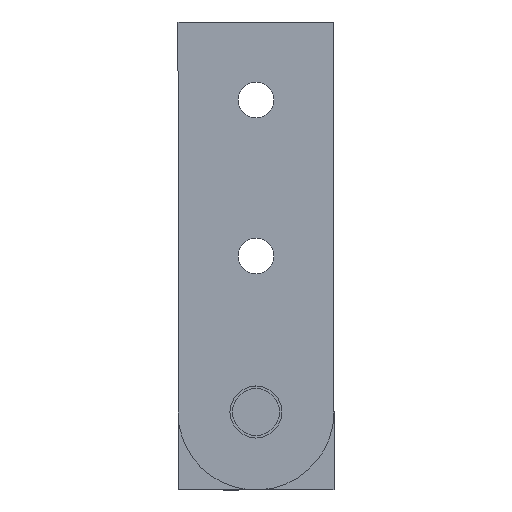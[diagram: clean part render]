
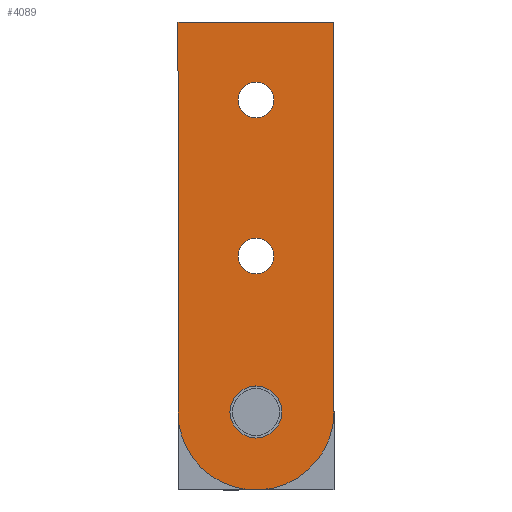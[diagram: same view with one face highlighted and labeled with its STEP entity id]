
A CAD part, left-side view. The second image highlights one B-rep face of the part: STEP entity #4089.
In plain terms, the highlighted planar face has unit normal (-1, 0, 0).
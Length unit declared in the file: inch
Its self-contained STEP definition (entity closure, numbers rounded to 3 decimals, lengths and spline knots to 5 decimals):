
#3715=CARTESIAN_POINT('',(-0.998,0.53033,0.21967));
#3716=VERTEX_POINT('',#3715);
#3732=CARTESIAN_POINT('',(-0.998,-0.75,0.75));
#3733=VERTEX_POINT('',#3732);
#3740=CARTESIAN_POINT('',(-0.998,0.,0.75));
#3741=DIRECTION('',(1.0,0.,0.));
#3742=DIRECTION('',(0.,0.707,-0.707));
#3743=AXIS2_PLACEMENT_3D('',#3740,#3741,#3742);
#3744=CIRCLE('',#3743,0.75);
#3745=EDGE_CURVE('',#3733,#3716,#3744,.T.);
#3755=CARTESIAN_POINT('',(-0.998,-0.25,0.75));
#3756=VERTEX_POINT('',#3755);
#3765=CARTESIAN_POINT('',(-0.998,0.25,0.75));
#3766=VERTEX_POINT('',#3765);
#3767=CARTESIAN_POINT('',(-0.998,0.,0.75));
#3768=DIRECTION('',(1.0,0.0,0.0));
#3769=DIRECTION('',(0.0,-1.0,0.0));
#3770=AXIS2_PLACEMENT_3D('',#3767,#3768,#3769);
#3771=CIRCLE('',#3770,0.25);
#3772=EDGE_CURVE('',#3766,#3756,#3771,.T.);
#3797=CARTESIAN_POINT('',(-0.998,-0.171,3.75));
#3798=VERTEX_POINT('',#3797);
#3807=CARTESIAN_POINT('',(-0.998,0.171,3.75));
#3808=VERTEX_POINT('',#3807);
#3809=CARTESIAN_POINT('',(-0.998,0.,3.75));
#3810=DIRECTION('',(1.0,0.0,0.0));
#3811=DIRECTION('',(0.0,-1.0,0.0));
#3812=AXIS2_PLACEMENT_3D('',#3809,#3810,#3811);
#3813=CIRCLE('',#3812,0.171);
#3814=EDGE_CURVE('',#3808,#3798,#3813,.T.);
#3839=CARTESIAN_POINT('',(-0.998,-0.171,2.25));
#3840=VERTEX_POINT('',#3839);
#3849=CARTESIAN_POINT('',(-0.998,0.171,2.25));
#3850=VERTEX_POINT('',#3849);
#3851=CARTESIAN_POINT('',(-0.998,0.,2.25));
#3852=DIRECTION('',(1.0,0.0,0.0));
#3853=DIRECTION('',(0.0,-1.0,0.0));
#3854=AXIS2_PLACEMENT_3D('',#3851,#3852,#3853);
#3855=CIRCLE('',#3854,0.171);
#3856=EDGE_CURVE('',#3850,#3840,#3855,.T.);
#3890=CARTESIAN_POINT('',(-0.998,0.,2.25));
#3891=DIRECTION('',(1.0,0.0,0.0));
#3892=DIRECTION('',(0.0,-1.0,0.0));
#3893=AXIS2_PLACEMENT_3D('',#3890,#3891,#3892);
#3894=CIRCLE('',#3893,0.171);
#3895=EDGE_CURVE('',#3840,#3850,#3894,.T.);
#3914=CARTESIAN_POINT('',(-0.998,0.,3.75));
#3915=DIRECTION('',(1.0,0.0,0.0));
#3916=DIRECTION('',(0.0,-1.0,0.0));
#3917=AXIS2_PLACEMENT_3D('',#3914,#3915,#3916);
#3918=CIRCLE('',#3917,0.171);
#3919=EDGE_CURVE('',#3798,#3808,#3918,.T.);
#3938=CARTESIAN_POINT('',(-0.998,0.,0.75));
#3939=DIRECTION('',(1.0,0.0,0.0));
#3940=DIRECTION('',(0.0,-1.0,0.0));
#3941=AXIS2_PLACEMENT_3D('',#3938,#3939,#3940);
#3942=CIRCLE('',#3941,0.25);
#3943=EDGE_CURVE('',#3756,#3766,#3942,.T.);
#3953=CARTESIAN_POINT('',(-0.998,-0.75,4.5));
#3954=VERTEX_POINT('',#3953);
#3955=CARTESIAN_POINT('',(-0.998,-0.75,4.5));
#3956=DIRECTION('',(0.0,0.0,-1.0));
#3957=VECTOR('',#3956,3.75);
#3958=LINE('',#3955,#3957);
#3959=EDGE_CURVE('',#3954,#3733,#3958,.T.);
#3985=CARTESIAN_POINT('',(-0.998,0.75,0.75));
#3986=VERTEX_POINT('',#3985);
#3987=CARTESIAN_POINT('',(-0.998,0.,0.75));
#3988=DIRECTION('',(1.0,0.,0.));
#3989=DIRECTION('',(0.,0.707,-0.707));
#3990=AXIS2_PLACEMENT_3D('',#3987,#3988,#3989);
#3991=CIRCLE('',#3990,0.75);
#3992=EDGE_CURVE('',#3716,#3986,#3991,.T.);
#4017=CARTESIAN_POINT('',(-0.998,0.75,4.5));
#4018=VERTEX_POINT('',#4017);
#4019=CARTESIAN_POINT('',(-0.998,0.75,0.75));
#4020=DIRECTION('',(0.0,0.0,1.0));
#4021=VECTOR('',#4020,3.75);
#4022=LINE('',#4019,#4021);
#4023=EDGE_CURVE('',#3986,#4018,#4022,.T.);
#4048=CARTESIAN_POINT('',(-0.998,0.75,4.5));
#4049=DIRECTION('',(0.0,-1.0,0.0));
#4050=VECTOR('',#4049,1.5);
#4051=LINE('',#4048,#4050);
#4052=EDGE_CURVE('',#4018,#3954,#4051,.T.);
#4065=CARTESIAN_POINT('',(-0.998,-0.75,4.5));
#4066=DIRECTION('',(-1.0,0.0,0.0));
#4067=DIRECTION('',(0.0,1.0,0.0));
#4068=AXIS2_PLACEMENT_3D('',#4065,#4066,#4067);
#4069=PLANE('',#4068);
#4070=ORIENTED_EDGE('',*,*,#3959,.F.);
#4071=ORIENTED_EDGE('',*,*,#4052,.F.);
#4072=ORIENTED_EDGE('',*,*,#4023,.F.);
#4073=ORIENTED_EDGE('',*,*,#3992,.F.);
#4074=ORIENTED_EDGE('',*,*,#3745,.F.);
#4075=EDGE_LOOP('',(#4070,#4071,#4072,#4073,#4074));
#4076=FACE_OUTER_BOUND('',#4075,.T.);
#4077=ORIENTED_EDGE('',*,*,#3895,.T.);
#4078=ORIENTED_EDGE('',*,*,#3856,.T.);
#4079=EDGE_LOOP('',(#4077,#4078));
#4080=FACE_BOUND('',#4079,.T.);
#4081=ORIENTED_EDGE('',*,*,#3919,.T.);
#4082=ORIENTED_EDGE('',*,*,#3814,.T.);
#4083=EDGE_LOOP('',(#4081,#4082));
#4084=FACE_BOUND('',#4083,.T.);
#4085=ORIENTED_EDGE('',*,*,#3943,.T.);
#4086=ORIENTED_EDGE('',*,*,#3772,.T.);
#4087=EDGE_LOOP('',(#4085,#4086));
#4088=FACE_BOUND('',#4087,.T.);
#4089=ADVANCED_FACE('',(#4076,#4080,#4084,#4088),#4069,.T.);
